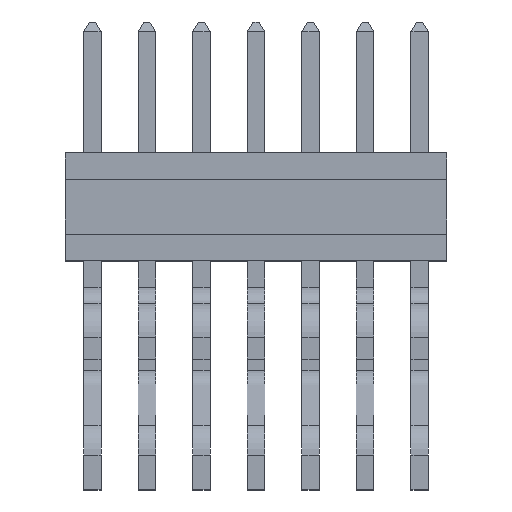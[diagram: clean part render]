
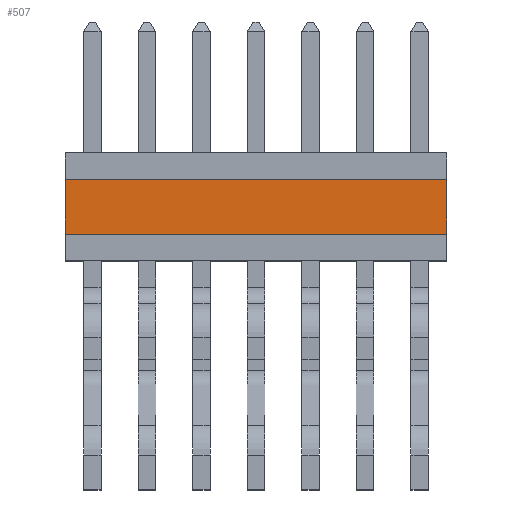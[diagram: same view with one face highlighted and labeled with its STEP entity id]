
A CAD part, top view. The second image highlights one B-rep face of the part: STEP entity #507.
In plain terms, the highlighted planar face has unit normal (0, 0, 1).
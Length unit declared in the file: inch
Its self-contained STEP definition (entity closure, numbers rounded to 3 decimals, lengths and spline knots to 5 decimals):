
#507 = ADVANCED_FACE( '', ( #1322 ), #1323, .F. );
#1322 = FACE_OUTER_BOUND( '', #2462, .T. );
#1323 = PLANE( '', #2463 );
#2462 = EDGE_LOOP( '', ( #3815, #3816, #3817, #3818 ) );
#2463 = AXIS2_PLACEMENT_3D( '', #3819, #3820, #3821 );
#3815 = ORIENTED_EDGE( '', *, *, #7233, .T. );
#3816 = ORIENTED_EDGE( '', *, *, #7234, .F. );
#3817 = ORIENTED_EDGE( '', *, *, #7235, .F. );
#3818 = ORIENTED_EDGE( '', *, *, #7236, .T. );
#3819 = CARTESIAN_POINT( '', ( 0.175, 0.0745, 0.0575 ) );
#3820 = DIRECTION( '', ( 0., 0., -1. ) );
#3821 = DIRECTION( '', ( -1., 0., 0. ) );
#7233 = EDGE_CURVE( '', #8811, #8812, #8813, .T. );
#7234 = EDGE_CURVE( '', #8814, #8812, #8815, .T. );
#7235 = EDGE_CURVE( '', #8816, #8814, #8817, .T. );
#7236 = EDGE_CURVE( '', #8816, #8811, #8818, .T. );
#8811 = VERTEX_POINT( '', #11042 );
#8812 = VERTEX_POINT( '', #11043 );
#8813 = LINE( '', #11044, #11045 );
#8814 = VERTEX_POINT( '', #11046 );
#8815 = LINE( '', #11047, #11048 );
#8816 = VERTEX_POINT( '', #11049 );
#8817 = LINE( '', #11050, #11051 );
#8818 = LINE( '', #11052, #11053 );
#11042 = CARTESIAN_POINT( '', ( -0.175, 0.0745, 0.0575 ) );
#11043 = CARTESIAN_POINT( '', ( -0.175, 0.0245, 0.0575 ) );
#11044 = CARTESIAN_POINT( '', ( -0.175, 0.0745, 0.0575 ) );
#11045 = VECTOR( '', #13660, 39.37008 );
#11046 = CARTESIAN_POINT( '', ( 0.175, 0.0245, 0.0575 ) );
#11047 = CARTESIAN_POINT( '', ( 0.175, 0.0245, 0.0575 ) );
#11048 = VECTOR( '', #13661, 39.37008 );
#11049 = CARTESIAN_POINT( '', ( 0.175, 0.0745, 0.0575 ) );
#11050 = CARTESIAN_POINT( '', ( 0.175, 0.0745, 0.0575 ) );
#11051 = VECTOR( '', #13662, 39.37008 );
#11052 = CARTESIAN_POINT( '', ( 0.175, 0.0745, 0.0575 ) );
#11053 = VECTOR( '', #13663, 39.37008 );
#13660 = DIRECTION( '', ( 0., -1., 0. ) );
#13661 = DIRECTION( '', ( -1., 0., 0. ) );
#13662 = DIRECTION( '', ( 0., -1., 0. ) );
#13663 = DIRECTION( '', ( -1., 0., 0. ) );
